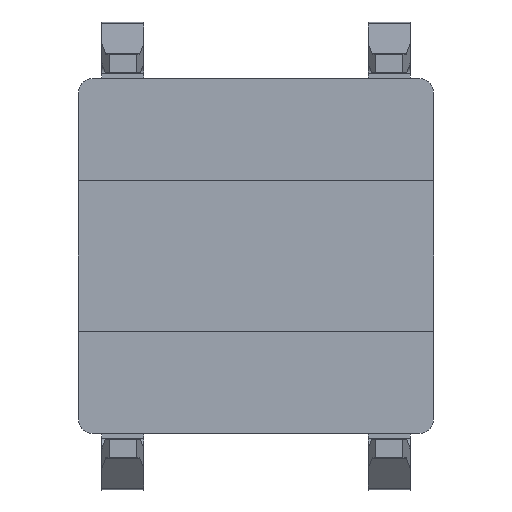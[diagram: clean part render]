
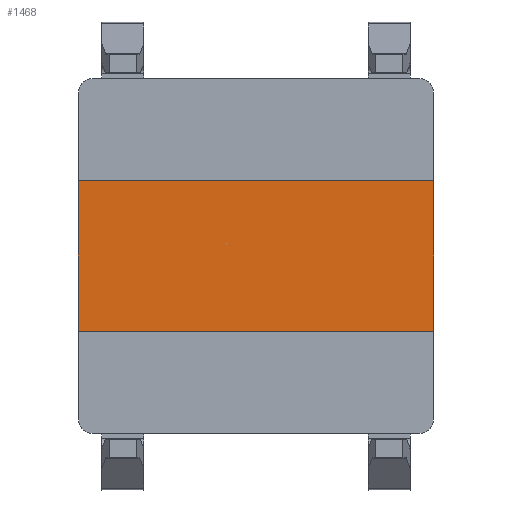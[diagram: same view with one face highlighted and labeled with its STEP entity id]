
A CAD part, front view. The second image highlights one B-rep face of the part: STEP entity #1468.
In plain terms, the highlighted planar face has unit normal (0, -1, 0).
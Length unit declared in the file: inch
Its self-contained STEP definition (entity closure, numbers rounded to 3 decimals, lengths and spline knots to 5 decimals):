
#95 = LINE ( 'NONE', #4146, #4053 ) ;
#273 = PLANE ( 'NONE',  #4089 ) ;
#400 = ORIENTED_EDGE ( 'NONE', *, *, #983, .T. ) ;
#548 = EDGE_LOOP ( 'NONE', ( #3349, #400, #3181, #2339 ) ) ;
#576 = CARTESIAN_POINT ( 'NONE',  ( -0.118, 0.01, 0.05 ) ) ;
#827 = VECTOR ( 'NONE', #4278, 39.37008 ) ;
#983 = EDGE_CURVE ( 'NONE', #1473, #3568, #95, .T. ) ;
#1048 = EDGE_CURVE ( 'NONE', #4994, #3560, #1569, .T. ) ;
#1067 = VECTOR ( 'NONE', #2037, 39.37008 ) ;
#1468 = ADVANCED_FACE ( 'NONE', ( #2478 ), #273, .T. ) ;
#1473 = VERTEX_POINT ( 'NONE', #4592 ) ;
#1569 = LINE ( 'NONE', #2278, #827 ) ;
#1869 = LINE ( 'NONE', #4214, #3262 ) ;
#2037 = DIRECTION ( 'NONE',  ( 0., 0., 1. ) ) ;
#2278 = CARTESIAN_POINT ( 'NONE',  ( -0.118, 0.01, -0.05 ) ) ;
#2339 = ORIENTED_EDGE ( 'NONE', *, *, #1048, .T. ) ;
#2478 = FACE_OUTER_BOUND ( 'NONE', #548, .T. ) ;
#2676 = DIRECTION ( 'NONE',  ( 0., 0., -1. ) ) ;
#2994 = DIRECTION ( 'NONE',  ( 0., 0., -1. ) ) ;
#3081 = DIRECTION ( 'NONE',  ( -1., 0., 0. ) ) ;
#3168 = CARTESIAN_POINT ( 'NONE',  ( 0.118, 0.01, 0.05 ) ) ;
#3181 = ORIENTED_EDGE ( 'NONE', *, *, #4801, .T. ) ;
#3262 = VECTOR ( 'NONE', #2676, 39.37008 ) ;
#3349 = ORIENTED_EDGE ( 'NONE', *, *, #4953, .T. ) ;
#3435 = CARTESIAN_POINT ( 'NONE',  ( 0.118, 0.01, -0.05 ) ) ;
#3560 = VERTEX_POINT ( 'NONE', #3435 ) ;
#3568 = VERTEX_POINT ( 'NONE', #576 ) ;
#3570 = CARTESIAN_POINT ( 'NONE',  ( -0.118, 0.01, -0.05 ) ) ;
#4053 = VECTOR ( 'NONE', #3081, 39.37008 ) ;
#4089 = AXIS2_PLACEMENT_3D ( 'NONE', #4992, #4207, #2994 ) ;
#4146 = CARTESIAN_POINT ( 'NONE',  ( -0.118, 0.01, 0.05 ) ) ;
#4207 = DIRECTION ( 'NONE',  ( 0., -1., 0. ) ) ;
#4214 = CARTESIAN_POINT ( 'NONE',  ( -0.118, 0.01, 0.05 ) ) ;
#4278 = DIRECTION ( 'NONE',  ( 1., 0., 0. ) ) ;
#4558 = LINE ( 'NONE', #3168, #1067 ) ;
#4592 = CARTESIAN_POINT ( 'NONE',  ( 0.118, 0.01, 0.05 ) ) ;
#4801 = EDGE_CURVE ( 'NONE', #3568, #4994, #1869, .T. ) ;
#4953 = EDGE_CURVE ( 'NONE', #3560, #1473, #4558, .T. ) ;
#4992 = CARTESIAN_POINT ( 'NONE',  ( 0., 0.01, 0. ) ) ;
#4994 = VERTEX_POINT ( 'NONE', #3570 ) ;
